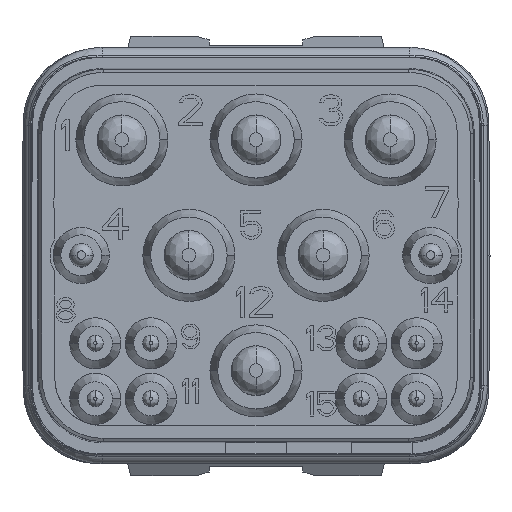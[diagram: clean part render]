
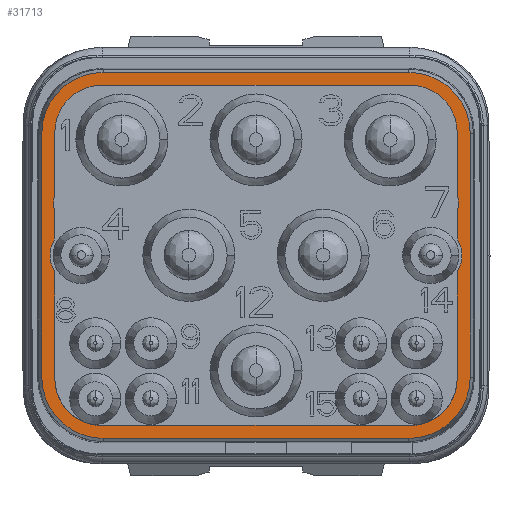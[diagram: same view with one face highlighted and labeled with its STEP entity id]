
A CAD part, top view. The second image highlights one B-rep face of the part: STEP entity #31713.
In plain terms, the highlighted planar face has unit normal (0, 0, 1).
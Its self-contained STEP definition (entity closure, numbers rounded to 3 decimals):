
#253=CARTESIAN_POINT('',(-4.9,-3.9,4.18));
#254=DIRECTION('',(0.,0.,-1.));
#255=DIRECTION('',(0.,-1.,0.));
#256=AXIS2_PLACEMENT_3D('',#253,#254,#255);
#258=DIRECTION('',(0.,1.,0.));
#259=VECTOR('',#258,7.8);
#260=CARTESIAN_POINT('',(-6.866,-3.9,4.18));
#261=LINE('',#260,#259);
#262=CARTESIAN_POINT('',(-4.9,3.9,4.18));
#263=DIRECTION('',(0.,0.,-1.));
#264=DIRECTION('',(-1.,0.,0.));
#265=AXIS2_PLACEMENT_3D('',#262,#263,#264);
#267=DIRECTION('',(1.,0.,0.));
#268=VECTOR('',#267,9.8);
#269=CARTESIAN_POINT('',(-4.9,5.866,4.18));
#270=LINE('',#269,#268);
#271=CARTESIAN_POINT('',(4.9,3.9,4.18));
#272=DIRECTION('',(0.,0.,-1.));
#273=DIRECTION('',(0.,1.,0.));
#274=AXIS2_PLACEMENT_3D('',#271,#272,#273);
#276=DIRECTION('',(0.,-1.,0.));
#277=VECTOR('',#276,7.8);
#278=CARTESIAN_POINT('',(6.866,3.9,4.18));
#279=LINE('',#278,#277);
#280=CARTESIAN_POINT('',(4.9,-3.9,4.18));
#281=DIRECTION('',(0.,0.,-1.));
#282=DIRECTION('',(1.,0.,0.));
#283=AXIS2_PLACEMENT_3D('',#280,#281,#282);
#285=DIRECTION('',(-1.,0.,0.));
#286=VECTOR('',#285,9.8);
#287=CARTESIAN_POINT('',(4.9,-5.866,4.18));
#288=LINE('',#287,#286);
#289=DIRECTION('',(0.,-1.,0.));
#290=VECTOR('',#289,0.937);
#291=CARTESIAN_POINT('',(-6.45,1.464,4.18));
#292=LINE('',#291,#290);
#293=CARTESIAN_POINT('',(-5.6,0.,4.18));
#294=DIRECTION('',(0.,0.,1.));
#295=DIRECTION('',(-0.85,0.527,0.));
#296=AXIS2_PLACEMENT_3D('',#293,#294,#295);
#298=DIRECTION('',(0.,-1.,0.));
#299=VECTOR('',#298,3.423);
#300=CARTESIAN_POINT('',(-6.45,-0.527,4.18));
#301=LINE('',#300,#299);
#302=CARTESIAN_POINT('',(-4.95,-3.95,4.18));
#303=DIRECTION('',(0.,0.,1.));
#304=DIRECTION('',(-1.,0.,0.));
#305=AXIS2_PLACEMENT_3D('',#302,#303,#304);
#307=DIRECTION('',(1.,0.,0.));
#308=VECTOR('',#307,9.9);
#309=CARTESIAN_POINT('',(-4.95,-5.45,4.18));
#310=LINE('',#309,#308);
#311=CARTESIAN_POINT('',(4.95,-3.95,4.18));
#312=DIRECTION('',(0.,0.,1.));
#313=DIRECTION('',(0.,-1.,0.));
#314=AXIS2_PLACEMENT_3D('',#311,#312,#313);
#316=DIRECTION('',(0.,1.,0.));
#317=VECTOR('',#316,3.423);
#318=CARTESIAN_POINT('',(6.45,-3.95,4.18));
#319=LINE('',#318,#317);
#320=CARTESIAN_POINT('',(5.6,0.,4.18));
#321=DIRECTION('',(0.,0.,1.));
#322=DIRECTION('',(0.85,-0.527,0.));
#323=AXIS2_PLACEMENT_3D('',#320,#321,#322);
#325=DIRECTION('',(0.,1.,0.));
#326=VECTOR('',#325,0.937);
#327=CARTESIAN_POINT('',(6.45,0.527,4.18));
#328=LINE('',#327,#326);
#329=DIRECTION('',(0.,1.,0.));
#330=VECTOR('',#329,2.074);
#331=CARTESIAN_POINT('',(6.45,1.876,4.18));
#332=LINE('',#331,#330);
#333=CARTESIAN_POINT('',(4.95,3.95,4.18));
#334=DIRECTION('',(0.,0.,1.));
#335=DIRECTION('',(1.,0.,0.));
#336=AXIS2_PLACEMENT_3D('',#333,#334,#335);
#338=DIRECTION('',(-1.,0.,0.));
#339=VECTOR('',#338,9.9);
#340=CARTESIAN_POINT('',(4.95,5.45,4.18));
#341=LINE('',#340,#339);
#342=CARTESIAN_POINT('',(-4.95,3.95,4.18));
#343=DIRECTION('',(0.,0.,1.));
#344=DIRECTION('',(0.,1.,0.));
#345=AXIS2_PLACEMENT_3D('',#342,#343,#344);
#347=DIRECTION('',(0.,-1.,0.));
#348=VECTOR('',#347,2.074);
#349=CARTESIAN_POINT('',(-6.45,3.95,4.18));
#350=LINE('',#349,#348);
#355=CARTESIAN_POINT('',(-6.05,1.67,4.18));
#356=DIRECTION('',(0.,0.,-1.));
#357=DIRECTION('',(-0.889,-0.458,0.));
#358=AXIS2_PLACEMENT_3D('',#355,#356,#357);
#2492=CARTESIAN_POINT('',(6.05,1.67,4.18));
#2493=DIRECTION('',(0.,0.,-1.));
#2494=DIRECTION('',(0.889,0.458,0.));
#2495=AXIS2_PLACEMENT_3D('',#2492,#2493,#2494);
#24556=CARTESIAN_POINT('',(-4.9,-5.866,4.18));
#24557=CARTESIAN_POINT('',(-6.866,-3.9,4.18));
#24558=VERTEX_POINT('',#24556);
#24559=VERTEX_POINT('',#24557);
#24560=CARTESIAN_POINT('',(-6.866,3.9,
4.18));
#24561=VERTEX_POINT('',#24560);
#24562=CARTESIAN_POINT('',(-4.9,5.866,4.18));
#24563=VERTEX_POINT('',#24562);
#24564=CARTESIAN_POINT('',(4.9,5.866,4.18));
#24565=VERTEX_POINT('',#24564);
#24566=CARTESIAN_POINT('',(6.866,3.9,4.18));
#24567=VERTEX_POINT('',#24566);
#24568=CARTESIAN_POINT('',(6.866,-3.9,
4.18));
#24569=VERTEX_POINT('',#24568);
#24570=CARTESIAN_POINT('',(4.9,-5.866,4.18));
#24571=VERTEX_POINT('',#24570);
#24616=CARTESIAN_POINT('',(4.95,-5.45,4.18));
#24617=CARTESIAN_POINT('',(6.45,-3.95,4.18));
#24618=VERTEX_POINT('',#24616);
#24619=VERTEX_POINT('',#24617);
#24620=CARTESIAN_POINT('',(6.45,3.95,4.18));
#24621=CARTESIAN_POINT('',(4.95,5.45,4.18));
#24622=VERTEX_POINT('',#24620);
#24623=VERTEX_POINT('',#24621);
#24624=CARTESIAN_POINT('',(-4.95,5.45,4.18));
#24625=VERTEX_POINT('',#24624);
#24626=CARTESIAN_POINT('',(-6.45,3.95,4.18));
#24627=VERTEX_POINT('',#24626);
#24628=CARTESIAN_POINT('',(-6.45,-3.95,4.18));
#24629=CARTESIAN_POINT('',(-4.95,-5.45,4.18));
#24630=VERTEX_POINT('',#24628);
#24631=VERTEX_POINT('',#24629);
#24632=CARTESIAN_POINT('',(-6.45,0.527,4.18));
#24633=CARTESIAN_POINT('',(-6.45,-0.527,4.18));
#24634=VERTEX_POINT('',#24632);
#24635=VERTEX_POINT('',#24633);
#24636=CARTESIAN_POINT('',(6.45,-0.527,4.18));
#24637=CARTESIAN_POINT('',(6.45,0.527,4.18));
#24638=VERTEX_POINT('',#24636);
#24639=VERTEX_POINT('',#24637);
#24640=CARTESIAN_POINT('',(6.45,1.464,4.18));
#24641=VERTEX_POINT('',#24640);
#24642=CARTESIAN_POINT('',(6.45,1.876,4.18));
#24643=VERTEX_POINT('',#24642);
#24644=CARTESIAN_POINT('',(-6.45,1.876,4.18));
#24645=VERTEX_POINT('',#24644);
#24646=CARTESIAN_POINT('',(-6.45,1.464,4.18));
#24647=VERTEX_POINT('',#24646);
#31663=CARTESIAN_POINT('',(7.5,-6.,4.18));
#31664=DIRECTION('',(0.,0.,-1.));
#31665=DIRECTION('',(0.,1.,0.));
#31666=AXIS2_PLACEMENT_3D('',#31663,#31664,#31665);
#31667=PLANE('',#31666);
#31668=ORIENTED_EDGE('',*,*,#31519,.T.);
#31669=ORIENTED_EDGE('',*,*,#31560,.T.);
#31670=ORIENTED_EDGE('',*,*,#31575,.T.);
#31672=ORIENTED_EDGE('',*,*,#31671,.T.);
#31673=ORIENTED_EDGE('',*,*,#31630,.T.);
#31674=ORIENTED_EDGE('',*,*,#31645,.T.);
#31675=ORIENTED_EDGE('',*,*,#31489,.T.);
#31676=ORIENTED_EDGE('',*,*,#31504,.T.);
#31677=EDGE_LOOP('',(#31668,#31669,#31670,#31672,#31673,#31674,#31675,#31676));
#31678=FACE_OUTER_BOUND('',#31677,.F.);
#31680=ORIENTED_EDGE('',*,*,#31679,.F.);
#31682=ORIENTED_EDGE('',*,*,#31681,.T.);
#31684=ORIENTED_EDGE('',*,*,#31683,.T.);
#31686=ORIENTED_EDGE('',*,*,#31685,.T.);
#31688=ORIENTED_EDGE('',*,*,#31687,.T.);
#31690=ORIENTED_EDGE('',*,*,#31689,.T.);
#31692=ORIENTED_EDGE('',*,*,#31691,.T.);
#31694=ORIENTED_EDGE('',*,*,#31693,.T.);
#31696=ORIENTED_EDGE('',*,*,#31695,.T.);
#31698=ORIENTED_EDGE('',*,*,#31697,.T.);
#31700=ORIENTED_EDGE('',*,*,#31699,.F.);
#31702=ORIENTED_EDGE('',*,*,#31701,.T.);
#31704=ORIENTED_EDGE('',*,*,#31703,.T.);
#31706=ORIENTED_EDGE('',*,*,#31705,.T.);
#31708=ORIENTED_EDGE('',*,*,#31707,.T.);
#31710=ORIENTED_EDGE('',*,*,#31709,.T.);
#31711=EDGE_LOOP('',(#31680,#31682,#31684,#31686,#31688,#31690,#31692,#31694,
#31696,#31698,#31700,#31702,#31704,#31706,#31708,#31710));
#31712=FACE_BOUND('',#31711,.F.);
#31713=ADVANCED_FACE('',(#31678,#31712),#31667,.F.);
#257=CIRCLE('',#256,1.966);
#266=CIRCLE('',#265,1.966);
#275=CIRCLE('',#274,1.966);
#284=CIRCLE('',#283,1.966);
#297=CIRCLE('',#296,1.);
#306=CIRCLE('',#305,1.5);
#315=CIRCLE('',#314,1.5);
#324=CIRCLE('',#323,1.);
#337=CIRCLE('',#336,1.5);
#346=CIRCLE('',#345,1.5);
#359=CIRCLE('',#358,0.45);
#2496=CIRCLE('',#2495,0.45);
#31489=EDGE_CURVE('',#24569,#24571,#284,.T.);
#31504=EDGE_CURVE('',#24571,#24558,#288,.T.);
#31519=EDGE_CURVE('',#24558,#24559,#257,.T.);
#31560=EDGE_CURVE('',#24559,#24561,#261,.T.);
#31575=EDGE_CURVE('',#24561,#24563,#266,.T.);
#31630=EDGE_CURVE('',#24565,#24567,#275,.T.);
#31645=EDGE_CURVE('',#24567,#24569,#279,.T.);
#31671=EDGE_CURVE('',#24563,#24565,#270,.T.);
#31679=EDGE_CURVE('',#24647,#24645,#359,.T.);
#31681=EDGE_CURVE('',#24647,#24634,#292,.T.);
#31683=EDGE_CURVE('',#24634,#24635,#297,.T.);
#31685=EDGE_CURVE('',#24635,#24630,#301,.T.);
#31687=EDGE_CURVE('',#24630,#24631,#306,.T.);
#31689=EDGE_CURVE('',#24631,#24618,#310,.T.);
#31691=EDGE_CURVE('',#24618,#24619,#315,.T.);
#31693=EDGE_CURVE('',#24619,#24638,#319,.T.);
#31695=EDGE_CURVE('',#24638,#24639,#324,.T.);
#31697=EDGE_CURVE('',#24639,#24641,#328,.T.);
#31699=EDGE_CURVE('',#24643,#24641,#2496,.T.);
#31701=EDGE_CURVE('',#24643,#24622,#332,.T.);
#31703=EDGE_CURVE('',#24622,#24623,#337,.T.);
#31705=EDGE_CURVE('',#24623,#24625,#341,.T.);
#31707=EDGE_CURVE('',#24625,#24627,#346,.T.);
#31709=EDGE_CURVE('',#24627,#24645,#350,.T.);
